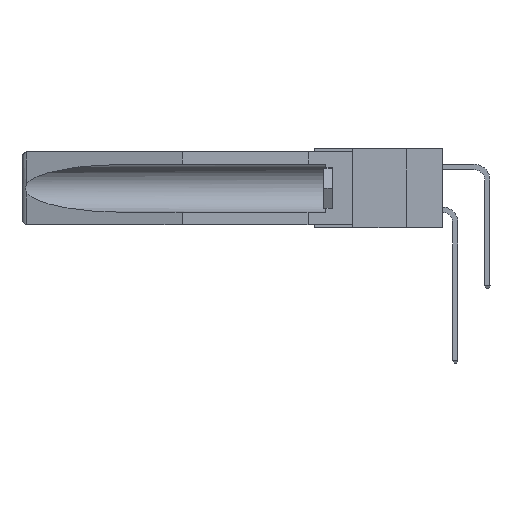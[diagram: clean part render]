
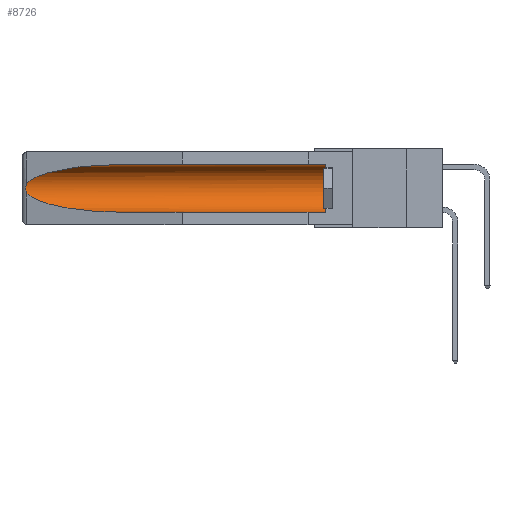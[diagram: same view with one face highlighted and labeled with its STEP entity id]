
A CAD part, left-side view. The second image highlights one B-rep face of the part: STEP entity #8726.
In plain terms, the highlighted cylindrical face has radius 2.857 mm (diameter 5.715 mm), a partial arc.
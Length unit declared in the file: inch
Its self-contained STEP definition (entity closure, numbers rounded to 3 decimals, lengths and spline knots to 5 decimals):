
#74 = ORIENTED_EDGE ( 'NONE', *, *, #12490, .T. ) ;
#1147 = ORIENTED_EDGE ( 'NONE', *, *, #6567, .T. ) ;
#1151 = VERTEX_POINT ( 'NONE', #5494 ) ;
#1478 = CARTESIAN_POINT ( 'NONE',  ( 0.155, 1.07973, -0.059 ) ) ;
#1524 = CIRCLE ( 'NONE', #14594, 0.1125 ) ;
#1774 = FACE_OUTER_BOUND ( 'NONE', #14937, .T. ) ;
#2281 = DIRECTION ( 'NONE',  ( 0., 1., 0. ) ) ;
#2635 = CARTESIAN_POINT ( 'NONE',  ( 0.155, 0.126, -0.284 ) ) ;
#2652 = EDGE_CURVE ( 'NONE', #6290, #1151, #26060, .T. ) ;
#2924 = EDGE_CURVE ( 'NONE', #13388, #16708, #19653, .T. ) ;
#3131 = CARTESIAN_POINT ( 'NONE',  ( 0.155, -0.30754, -0.1715 ) ) ;
#3369 = VERTEX_POINT ( 'NONE', #1478 ) ;
#3572 = CARTESIAN_POINT ( 'NONE',  ( 0.26654, 1.53092, -0.15636 ) ) ;
#3748 = CARTESIAN_POINT ( 'NONE',  ( 0.26537, 1.52718, -0.14972 ) ) ;
#4673 = CARTESIAN_POINT ( 'NONE',  ( 0.155, 0.126, -0.1715 ) ) ;
#4854 = CARTESIAN_POINT ( 'NONE',  ( 0.26537, 1.52718, -0.19328 ) ) ;
#5301 = ORIENTED_EDGE ( 'NONE', *, *, #5430, .T. ) ;
#5386 = LINE ( 'NONE', #17176, #18160 ) ;
#5430 = EDGE_CURVE ( 'NONE', #3369, #6290, #25731, .T. ) ;
#5494 = CARTESIAN_POINT ( 'NONE',  ( 0.26537, 1.52718, -0.19328 ) ) ;
#5526 = CARTESIAN_POINT ( 'NONE',  ( 0.26597, 1.52961, -0.15275 ) ) ;
#6290 = VERTEX_POINT ( 'NONE', #25941 ) ;
#6567 = EDGE_CURVE ( 'NONE', #13388, #8626, #1524, .T. ) ;
#6996 = CARTESIAN_POINT ( 'NONE',  ( 0.25451, 1.48313, -0.24835 ) ) ;
#8016 = CARTESIAN_POINT ( 'NONE',  ( 0.155, 1.07973, -0.059 ) ) ;
#8063 = EDGE_CURVE ( 'NONE', #1151, #16708, #19110, .T. ) ;
#8118 = CARTESIAN_POINT ( 'NONE',  ( 0.2673, 1.53269, -0.17917 ) ) ;
#8181 = VECTOR ( 'NONE', #13343, 39.37008 ) ;
#8626 = VERTEX_POINT ( 'NONE', #25701 ) ;
#8726 = ADVANCED_FACE ( 'NONE', ( #1774 ), #8760, .F. ) ;
#8760 = CYLINDRICAL_SURFACE ( 'NONE', #26195, 0.1125 ) ;
#8948 = DIRECTION ( 'NONE',  ( 0., 0., 1. ) ) ;
#9625 = CARTESIAN_POINT ( 'NONE',  ( 0.26537, 1.52718, -0.14972 ) ) ;
#9630 = DIRECTION ( 'NONE',  ( 0., 0., 1. ) ) ;
#9978 = CARTESIAN_POINT ( 'NONE',  ( 0.26655, 1.53094, -0.18657 ) ) ;
#10073 = CARTESIAN_POINT ( 'NONE',  ( 0.26597, 1.5296, -0.19026 ) ) ;
#12490 = EDGE_CURVE ( 'NONE', #8626, #3369, #5386, .T. ) ;
#13343 = DIRECTION ( 'NONE',  ( 0., 1., 0. ) ) ;
#13388 = VERTEX_POINT ( 'NONE', #2635 ) ;
#14246 = CARTESIAN_POINT ( 'NONE',  ( 0.26537, 1.52718, -0.19328 ) ) ;
#14594 = AXIS2_PLACEMENT_3D ( 'NONE', #4673, #23579, #8948 ) ;
#14790 = ORIENTED_EDGE ( 'NONE', *, *, #2924, .F. ) ;
#14937 = EDGE_LOOP ( 'NONE', ( #5301, #23379, #22247, #14790, #1147, #74 ) ) ;
#16708 = VERTEX_POINT ( 'NONE', #22325 ) ;
#17176 = CARTESIAN_POINT ( 'NONE',  ( 0.155, -0.30754, -0.059 ) ) ;
#17818 = DIRECTION ( 'NONE',  ( 0., 1., 0. ) ) ;
#18160 = VECTOR ( 'NONE', #2281, 39.37008 ) ;
#18261 = CARTESIAN_POINT ( 'NONE',  ( 0.2673, 1.5327, -0.16383 ) ) ;
#18343 = CARTESIAN_POINT ( 'NONE',  ( 0.2675, 1.53308, -0.16763 ) ) ;
#19110 =( BOUNDED_CURVE ( )  B_SPLINE_CURVE ( 3, ( #4854, #6996, #21629, #21356 ),
 .UNSPECIFIED., .F., .F. ) 
 B_SPLINE_CURVE_WITH_KNOTS ( ( 4, 4 ),
 ( 0.1948, 1.5708 ),
 .UNSPECIFIED. ) 
 CURVE ( )  GEOMETRIC_REPRESENTATION_ITEM ( )  RATIONAL_B_SPLINE_CURVE ( ( 1., 0.848, 0.848, 1. ) ) 
 REPRESENTATION_ITEM ( '' )  );
#19653 = LINE ( 'NONE', #21375, #8181 ) ;
#20359 = CARTESIAN_POINT ( 'NONE',  ( 0.2675, 1.53308, -0.17534 ) ) ;
#20613 = CARTESIAN_POINT ( 'NONE',  ( 0.21114, 1.30732, -0.059 ) ) ;
#20809 = CARTESIAN_POINT ( 'NONE',  ( 0.25451, 1.48313, -0.09465 ) ) ;
#21356 = CARTESIAN_POINT ( 'NONE',  ( 0.155, 1.07973, -0.284 ) ) ;
#21375 = CARTESIAN_POINT ( 'NONE',  ( 0.155, -0.30754, -0.284 ) ) ;
#21629 = CARTESIAN_POINT ( 'NONE',  ( 0.21114, 1.30732, -0.284 ) ) ;
#22247 = ORIENTED_EDGE ( 'NONE', *, *, #8063, .T. ) ;
#22325 = CARTESIAN_POINT ( 'NONE',  ( 0.155, 1.07973, -0.284 ) ) ;
#23379 = ORIENTED_EDGE ( 'NONE', *, *, #2652, .T. ) ;
#23579 = DIRECTION ( 'NONE',  ( 0., -1., 0. ) ) ;
#25701 = CARTESIAN_POINT ( 'NONE',  ( 0.155, 0.126, -0.059 ) ) ;
#25731 =( BOUNDED_CURVE ( )  B_SPLINE_CURVE ( 3, ( #8016, #20613, #20809, #3748 ),
 .UNSPECIFIED., .F., .F. ) 
 B_SPLINE_CURVE_WITH_KNOTS ( ( 4, 4 ),
 ( 4.71239, 6.08839 ),
 .UNSPECIFIED. ) 
 CURVE ( )  GEOMETRIC_REPRESENTATION_ITEM ( )  RATIONAL_B_SPLINE_CURVE ( ( 1., 0.848, 0.848, 1. ) ) 
 REPRESENTATION_ITEM ( '' )  );
#25941 = CARTESIAN_POINT ( 'NONE',  ( 0.26537, 1.52718, -0.14972 ) ) ;
#26060 = B_SPLINE_CURVE_WITH_KNOTS ( 'NONE', 3,
 ( #9625, #5526, #3572, #18261, #18343, #20359, #8118, #9978, #10073, #14246 ),
 .UNSPECIFIED., .F., .F.,
 ( 4, 2, 2, 2, 4 ),
 ( 0., 0.00029, 0.00058, 0.00087, 0.00117 ),
 .UNSPECIFIED. ) ;
#26195 = AXIS2_PLACEMENT_3D ( 'NONE', #3131, #17818, #9630 ) ;
